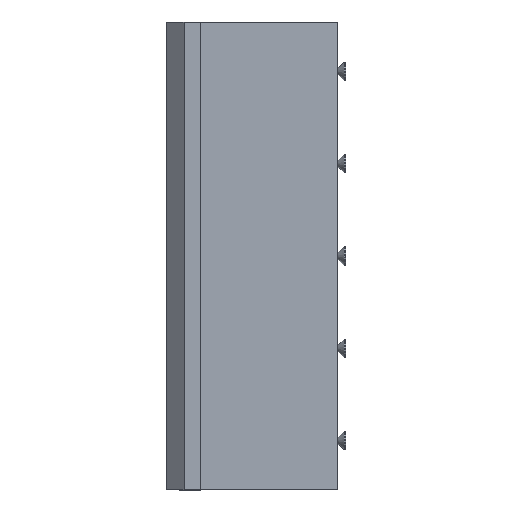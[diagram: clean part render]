
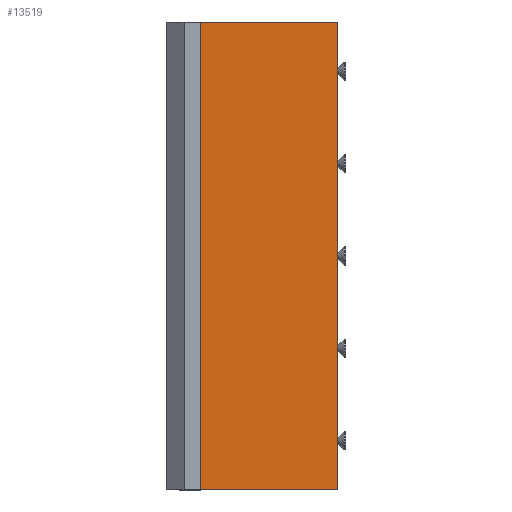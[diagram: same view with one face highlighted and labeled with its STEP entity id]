
A CAD part, left-side view. The second image highlights one B-rep face of the part: STEP entity #13519.
In plain terms, the highlighted planar face has unit normal (-1, 0, 0).
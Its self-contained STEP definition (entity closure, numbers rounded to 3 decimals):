
#389=PLANE('',#14443);
#988=FACE_OUTER_BOUND('',#1750,.T.);
#1750=EDGE_LOOP('',(#9124,#9125,#9126,#9127));
#2686=LINE('',#19834,#4129);
#2692=LINE('',#19846,#4135);
#2693=LINE('',#19848,#4136);
#2694=LINE('',#19849,#4137);
#4129=VECTOR('',#15988,10.);
#4135=VECTOR('',#16000,10.);
#4136=VECTOR('',#16001,10.);
#4137=VECTOR('',#16002,10.);
#5993=VERTEX_POINT('',#19827);
#5996=VERTEX_POINT('',#19832);
#5999=VERTEX_POINT('',#19845);
#6000=VERTEX_POINT('',#19847);
#7194=EDGE_CURVE('',#5996,#5993,#2686,.T.);
#7200=EDGE_CURVE('',#5999,#5996,#2692,.T.);
#7201=EDGE_CURVE('',#6000,#5999,#2693,.T.);
#7202=EDGE_CURVE('',#5993,#6000,#2694,.T.);
#9124=ORIENTED_EDGE('',*,*,#7194,.F.);
#9125=ORIENTED_EDGE('',*,*,#7200,.F.);
#9126=ORIENTED_EDGE('',*,*,#7201,.F.);
#9127=ORIENTED_EDGE('',*,*,#7202,.F.);
#13519=ADVANCED_FACE('',(#988),#389,.F.);
#14443=AXIS2_PLACEMENT_3D('',#19844,#15998,#15999);
#15988=DIRECTION('',(0.,0.,1.));
#15998=DIRECTION('center_axis',(1.,0.,0.));
#15999=DIRECTION('ref_axis',(0.,0.,-1.));
#16000=DIRECTION('',(0.,1.,0.));
#16001=DIRECTION('',(0.,0.,-1.));
#16002=DIRECTION('',(0.,-1.,0.));
#19827=CARTESIAN_POINT('',(-585.,-165.,0.));
#19832=CARTESIAN_POINT('',(-585.,-165.,-3040.));
#19834=CARTESIAN_POINT('',(-585.,-165.,-760.));
#19844=CARTESIAN_POINT('Origin',(-585.,-617.5,-1520.));
#19845=CARTESIAN_POINT('',(-585.,-1090.,-3040.));
#19846=CARTESIAN_POINT('',(-585.,-1090.,-3040.));
#19847=CARTESIAN_POINT('',(-585.,-1090.,0.));
#19848=CARTESIAN_POINT('',(-585.,-1090.,0.));
#19849=CARTESIAN_POINT('',(-585.,-145.,0.));
